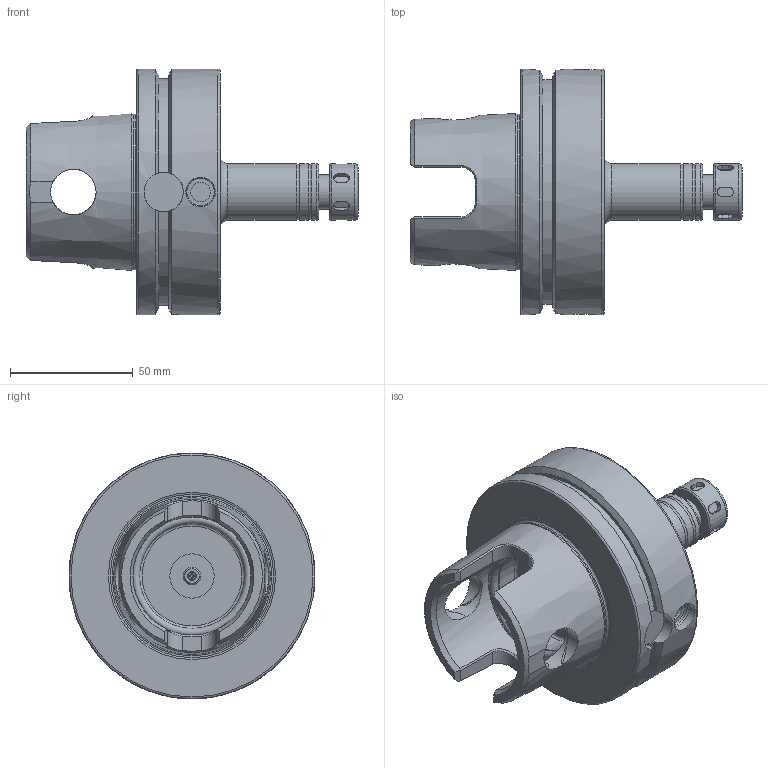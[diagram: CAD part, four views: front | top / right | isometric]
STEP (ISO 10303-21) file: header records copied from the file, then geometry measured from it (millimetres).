
FILE_DESCRIPTION((''),'2;1');
FILE_NAME('126010307090-3D.stp','2020-07-23T16:27:45',('nttooll'),(''),'Autodesk Inventor 2012','Autodesk Inventor 2012','');
FILE_SCHEMA(('AUTOMOTIVE_DESIGN { 1 0 10303 214 1 1 1 1 }'));
Length unit declared in the file: millimetre
Products named in the file (1): 126010307090-3D
Bounding box: 135 x 100 x 100 mm (x, y, z)
Volume: 319178.9 mm3; surface area: 50885.7 mm2
Topology: 2 solids, 2 shells, 187 faces, 416 edges, 261 vertices
Faces by surface type: plane 70, cylinder 60, cone 24, bspline 20, torus 13
Full cylindrical faces by diameter (mm): 1.7 x1, 3 x1, 3.5 x1, 5.745 x1, 7 x2, 7.3 x1, 8 x4, 8.5 x1, 8.79 x1, 9.7 x1, 11.2 x2, 12 x2, 12.1 x1, 14 x2, 16 x2, 17 x1, 18 x1, 18.4 x1, 18.5 x2, 23 x4, 43 x1, 48 x1, 50.3 x1, 63.3 x1, 100 x2
Entity records: 5660 total; most frequent: CARTESIAN_POINT 2066, DIRECTION 668, ORIENTED_EDGE 664, EDGE_CURVE 332, AXIS2_PLACEMENT_3D 298, EDGE_LOOP 292, VERTEX_POINT 246, FACE_OUTER_BOUND 187
